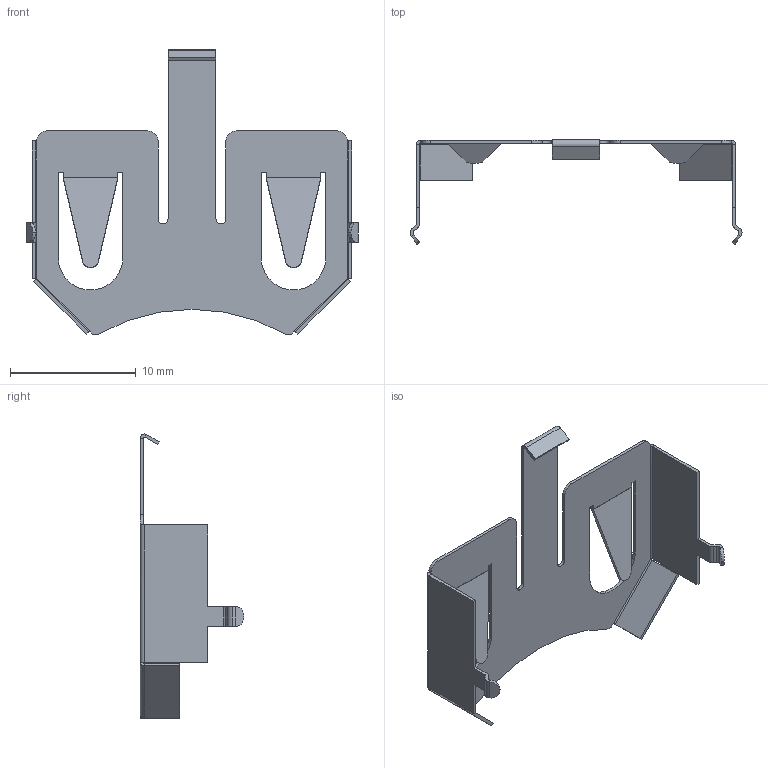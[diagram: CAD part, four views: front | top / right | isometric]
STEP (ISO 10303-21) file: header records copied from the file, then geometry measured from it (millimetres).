
FILE_DESCRIPTION (( 'STEP AP214' ), '1' );
FILE_NAME ('BK-951.STEP', '2021-05-01T22:36:23', ( '' ), ( '' ), 'SwSTEP 2.0', 'SolidWorks 2017', '' );
FILE_SCHEMA (( 'AUTOMOTIVE_DESIGN' ));
Length unit declared in the file: millimetre
Products named in the file (1): BK-951
Bounding box: 26.42 x 8.27 x 22.61 mm (x, y, z)
Volume: 123.4 mm3; surface area: 1050.5 mm2
Topology: 1 solids, 1 shells, 138 faces, 349 edges, 214 vertices
Faces by surface type: plane 94, cylinder 40, bspline 4
Entity records: 4203 total; most frequent: CARTESIAN_POINT 834, ORIENTED_EDGE 698, DIRECTION 683, EDGE_CURVE 349, VECTOR 269, LINE 269, VERTEX_POINT 214, AXIS2_PLACEMENT_3D 207
